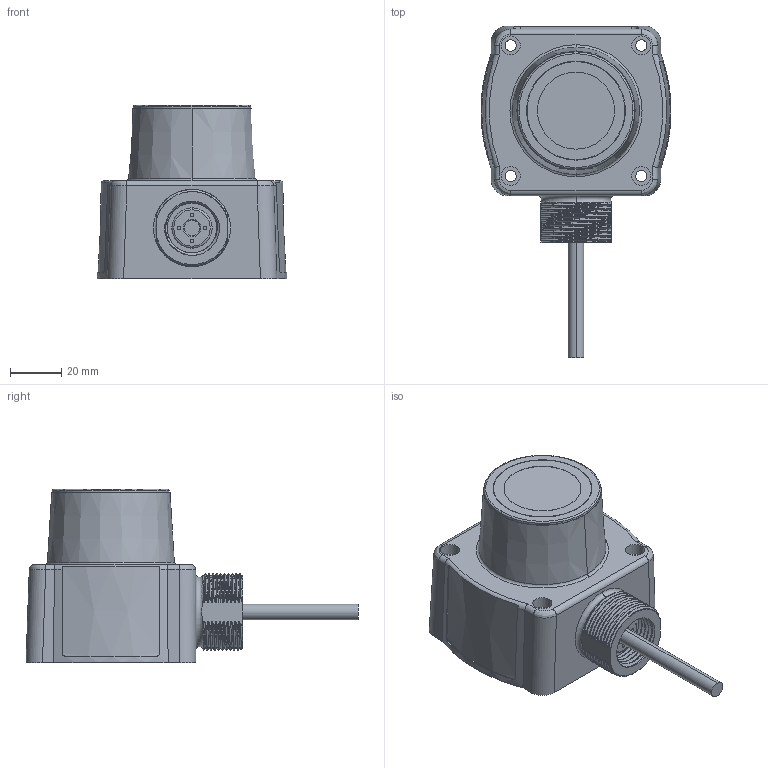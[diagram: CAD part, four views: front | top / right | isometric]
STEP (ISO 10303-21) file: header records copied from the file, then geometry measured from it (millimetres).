
FILE_DESCRIPTION((''),'2;1');
FILE_NAME('159635_SM01_ASM','2023-07-05T08:20:37',('banengservice'),('BANNER ENGINEERING'),'CREO PARAMETRIC BY PTC INC, 2022414','CREO PARAMETRIC BY PTC INC, 2022414','');
FILE_SCHEMA(('CONFIG_CONTROL_DESIGN'));
Products named in the file (3): 159635_EP01; 60809; 159635_SM01_ASM
Assembly tree (2 placements, depth 2):
  159635_SM01_ASM
    159635_EP01
    60809
Bounding box: 73.88 x 129.1 x 67.4 mm (x, y, z)
Volume: 224669.9 mm3; surface area: 32584.6 mm2
Topology: 2 solids, 2 shells, 399 faces, 1003 edges, 654 vertices
Faces by surface type: cylinder 168, plane 87, bspline 87, torus 22, extrusion 21, cone 14
Entity records: 21667 total; most frequent: CARTESIAN_POINT 12590, ORIENTED_EDGE 2006, DIRECTION 1616, EDGE_CURVE 1003, VERTEX_POINT 654, AXIS2_PLACEMENT_3D 624, EDGE_LOOP 453, FACE_OUTER_BOUND 399
